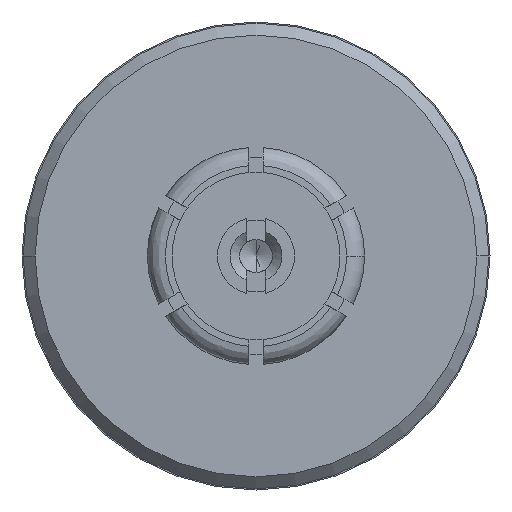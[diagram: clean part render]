
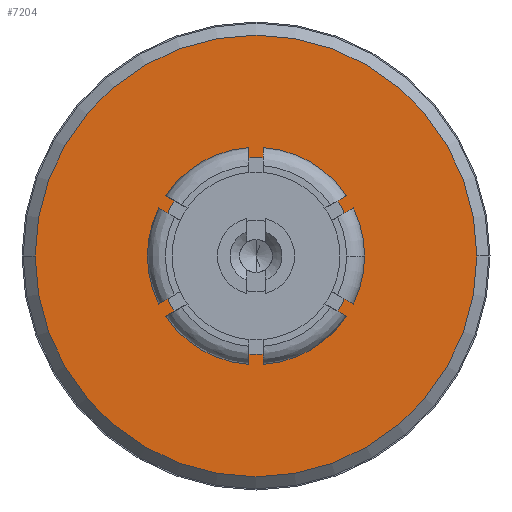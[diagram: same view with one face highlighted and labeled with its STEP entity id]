
A CAD part, left-side view. The second image highlights one B-rep face of the part: STEP entity #7204.
In plain terms, the highlighted planar face has unit normal (-1, 0, 0).
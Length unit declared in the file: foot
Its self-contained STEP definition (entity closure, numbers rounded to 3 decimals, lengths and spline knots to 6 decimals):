
#291 = CARTESIAN_POINT ( 'NONE',  ( -0.020516, 0., 0. ) ) ;
#637 = AXIS2_PLACEMENT_3D ( 'NONE', #6520, #2017, #4388 ) ;
#920 = CARTESIAN_POINT ( 'NONE',  ( -0.020516, 0., 0. ) ) ;
#1395 = ORIENTED_EDGE ( 'NONE', *, *, #3727, .F. ) ;
#1580 = CIRCLE ( 'NONE', #637, 0.003417 ) ;
#1586 = EDGE_CURVE ( 'NONE', #5843, #9071, #4383, .T. ) ;
#1605 = EDGE_LOOP ( 'NONE', ( #3308, #3485 ) ) ;
#2017 = DIRECTION ( 'NONE',  ( 1., 0., 0. ) ) ;
#2551 = DIRECTION ( 'NONE',  ( 0., 1., 0. ) ) ;
#2727 = EDGE_CURVE ( 'NONE', #9071, #5843, #1580, .T. ) ;
#3046 = DIRECTION ( 'NONE',  ( 0., 1., 0. ) ) ;
#3055 = VERTEX_POINT ( 'NONE', #4276 ) ;
#3067 = CARTESIAN_POINT ( 'NONE',  ( -0.020516, -0.007667, 0. ) ) ;
#3116 = DIRECTION ( 'NONE',  ( -1., 0., 0. ) ) ;
#3143 = CIRCLE ( 'NONE', #5671, 0.007667 ) ;
#3302 = CARTESIAN_POINT ( 'NONE',  ( -0.020516, 0.007667, 0. ) ) ;
#3308 = ORIENTED_EDGE ( 'NONE', *, *, #1586, .T. ) ;
#3485 = ORIENTED_EDGE ( 'NONE', *, *, #2727, .T. ) ;
#3565 = AXIS2_PLACEMENT_3D ( 'NONE', #3067, #3116, #3826 ) ;
#3727 = EDGE_CURVE ( 'NONE', #5779, #3055, #8862, .T. ) ;
#3826 = DIRECTION ( 'NONE',  ( 0., 0., 1. ) ) ;
#4276 = CARTESIAN_POINT ( 'NONE',  ( -0.020516, -0.007667, 0. ) ) ;
#4383 = CIRCLE ( 'NONE', #8192, 0.003417 ) ;
#4388 = DIRECTION ( 'NONE',  ( 0., 1., 0. ) ) ;
#4580 = CARTESIAN_POINT ( 'NONE',  ( -0.020516, -0.003417, 0. ) ) ;
#4950 = EDGE_CURVE ( 'NONE', #3055, #5779, #3143, .T. ) ;
#4987 = DIRECTION ( 'NONE',  ( 0., 1., 0. ) ) ;
#5352 = PLANE ( 'NONE',  #3565 ) ;
#5671 = AXIS2_PLACEMENT_3D ( 'NONE', #291, #9356, #2551 ) ;
#5730 = CARTESIAN_POINT ( 'NONE',  ( -0.020516, 0., 0. ) ) ;
#5779 = VERTEX_POINT ( 'NONE', #3302 ) ;
#5843 = VERTEX_POINT ( 'NONE', #8557 ) ;
#6068 = DIRECTION ( 'NONE',  ( 1., 0., 0. ) ) ;
#6475 = AXIS2_PLACEMENT_3D ( 'NONE', #5730, #7265, #4987 ) ;
#6520 = CARTESIAN_POINT ( 'NONE',  ( -0.020516, 0., 0. ) ) ;
#7204 = ADVANCED_FACE ( 'NONE', ( #7486, #9027 ), #5352, .T. ) ;
#7265 = DIRECTION ( 'NONE',  ( 1., 0., 0. ) ) ;
#7486 = FACE_OUTER_BOUND ( 'NONE', #8897, .T. ) ;
#7582 = ORIENTED_EDGE ( 'NONE', *, *, #4950, .F. ) ;
#8192 = AXIS2_PLACEMENT_3D ( 'NONE', #920, #6068, #3046 ) ;
#8557 = CARTESIAN_POINT ( 'NONE',  ( -0.020516, 0.003417, 0. ) ) ;
#8862 = CIRCLE ( 'NONE', #6475, 0.007667 ) ;
#8897 = EDGE_LOOP ( 'NONE', ( #1395, #7582 ) ) ;
#9027 = FACE_BOUND ( 'NONE', #1605, .T. ) ;
#9071 = VERTEX_POINT ( 'NONE', #4580 ) ;
#9356 = DIRECTION ( 'NONE',  ( 1., 0., 0. ) ) ;
